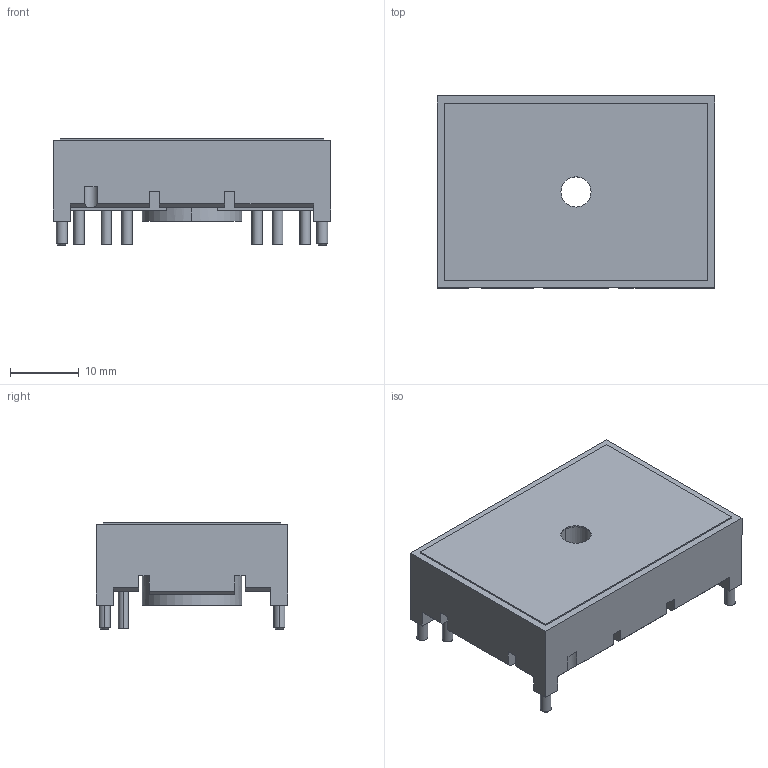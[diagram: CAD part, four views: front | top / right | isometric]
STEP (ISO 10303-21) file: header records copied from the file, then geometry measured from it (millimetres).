
FILE_DESCRIPTION((''),'2;1');
FILE_NAME('SEMIKRON_SEMITOP 2 Case T2.stp','2014-01-16T11:44:24',(''),(''),'Mechanical Desktop 2011','Mechanical Desktop 2011',', , ');
FILE_SCHEMA(('AUTOMOTIVE_DESIGN { 1 2 10303 214 1 1 1 1 }'));
Length unit declared in the file: millimetre
Products named in the file (1): Product
Bounding box: 40.5 x 28 x 15.5 mm (x, y, z)
Volume: 10331.8 mm3; surface area: 8067.6 mm2
Topology: 16 solids, 16 shells, 587 faces, 1543 edges, 1022 vertices
Faces by surface type: plane 316, bspline 146, cylinder 83, torus 34, cone 8
Entity records: 23351 total; most frequent: CARTESIAN_POINT 9587, ORIENTED_EDGE 3086, DIRECTION 2325, EDGE_CURVE 1543, VERTEX_POINT 1022, VECTOR 981, LINE 981, AXIS2_PLACEMENT_3D 672
